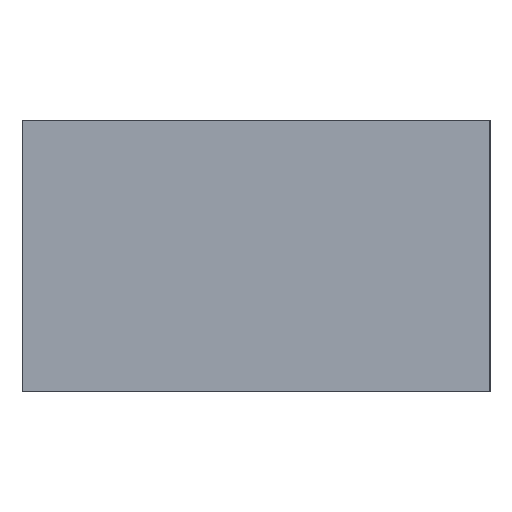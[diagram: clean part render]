
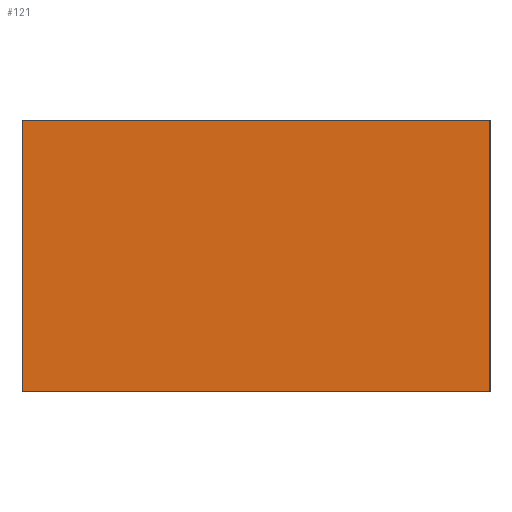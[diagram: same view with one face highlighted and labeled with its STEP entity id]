
A CAD part, left-side view. The second image highlights one B-rep face of the part: STEP entity #121.
In plain terms, the highlighted planar face has unit normal (-1, 0, 0).
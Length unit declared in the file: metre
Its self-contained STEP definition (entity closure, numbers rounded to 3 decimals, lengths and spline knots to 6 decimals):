
#27=ORIENTED_EDGE('',*,*,#53,.F.);
#28=ORIENTED_EDGE('',*,*,#46,.F.);
#29=ORIENTED_EDGE('',*,*,#54,.T.);
#30=ORIENTED_EDGE('',*,*,#51,.T.);
#46=EDGE_CURVE('',#60,#58,#70,.T.);
#51=EDGE_CURVE('',#64,#63,#75,.T.);
#53=EDGE_CURVE('',#58,#63,#77,.T.);
#54=EDGE_CURVE('',#60,#64,#78,.T.);
#58=VERTEX_POINT('',#187);
#60=VERTEX_POINT('',#191);
#63=VERTEX_POINT('',#201);
#64=VERTEX_POINT('',#203);
#70=LINE('',#192,#82);
#75=LINE('',#202,#87);
#77=LINE('',#206,#89);
#78=LINE('',#207,#90);
#82=VECTOR('',#156,1.);
#87=VECTOR('',#165,1.);
#89=VECTOR('',#169,1.);
#90=VECTOR('',#170,1.);
#94=EDGE_LOOP('',(#27,#28,#29,#30));
#104=FACE_BOUND('',#94,.T.);
#114=PLANE('',#142);
#121=ADVANCED_FACE('',(#104),#114,.T.);
#142=AXIS2_PLACEMENT_3D('',#205,#167,#168);
#156=DIRECTION('',(0.,0.,-1.));
#165=DIRECTION('',(0.,0.,-1.));
#167=DIRECTION('',(-1.,0.,0.));
#168=DIRECTION('',(0.,0.,1.));
#169=DIRECTION('',(0.,1.,0.));
#170=DIRECTION('',(0.,1.,0.));
#187=CARTESIAN_POINT('',(-0.00125,-0.0005,0.));
#191=CARTESIAN_POINT('',(-0.00125,-0.0005,0.00058));
#192=CARTESIAN_POINT('',(-0.00125,-0.0005,0.00058));
#201=CARTESIAN_POINT('',(-0.00125,0.0005,0.));
#202=CARTESIAN_POINT('',(-0.00125,0.0005,0.00058));
#203=CARTESIAN_POINT('',(-0.00125,0.0005,0.00058));
#205=CARTESIAN_POINT('',(-0.00125,0.,0.00058));
#206=CARTESIAN_POINT('',(-0.00125,0.,0.));
#207=CARTESIAN_POINT('',(-0.00125,0.,0.00058));
